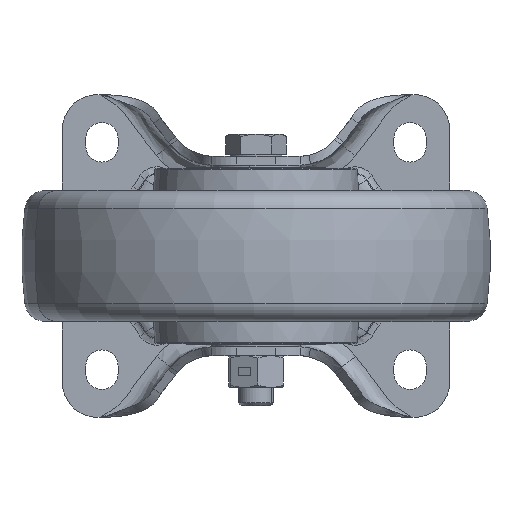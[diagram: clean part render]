
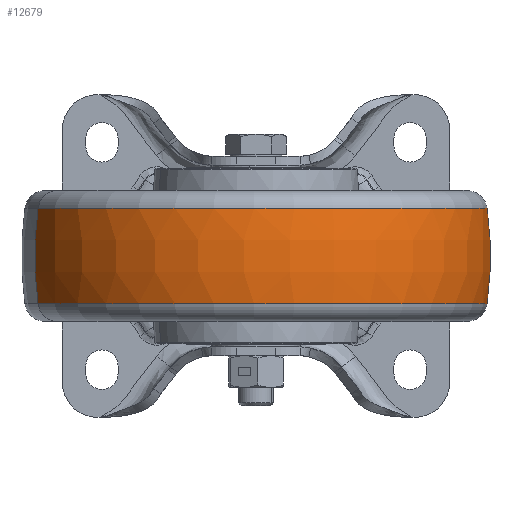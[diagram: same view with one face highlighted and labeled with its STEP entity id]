
A CAD part, front view. The second image highlights one B-rep face of the part: STEP entity #12679.
In plain terms, the highlighted toroidal (fillet/blend) face has major radius 30 mm and minor radius 110 mm.
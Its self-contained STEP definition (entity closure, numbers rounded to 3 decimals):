
#287 = CIRCLE ( 'NONE', #33671, 110. ) ;
#2129 = CARTESIAN_POINT ( 'NONE',  ( 28.281, -99.99, 0. ) ) ;
#4905 = ORIENTED_EDGE ( 'NONE', *, *, #8903, .T. ) ;
#6845 = CARTESIAN_POINT ( 'NONE',  ( -74.272, -136.29, -16.289 ) ) ;
#8214 = DIRECTION ( 'NONE',  ( -0.943, -0.334, 0. ) ) ;
#8258 = CARTESIAN_POINT ( 'NONE',  ( 74.272, -83.71, 16.289 ) ) ;
#8419 = CARTESIAN_POINT ( 'NONE',  ( 0., -110., 16.289 ) ) ;
#8903 = EDGE_CURVE ( 'NONE', #30188, #38301, #15794, .T. ) ;
#9898 = DIRECTION ( 'NONE',  ( 0.334, -0.943, 0. ) ) ;
#10440 = FACE_OUTER_BOUND ( 'NONE', #22854, .T. ) ;
#10522 = ORIENTED_EDGE ( 'NONE', *, *, #23224, .F. ) ;
#12679 = ADVANCED_FACE ( 'NONE', ( #10440 ), #18043, .T. ) ;
#12827 = CARTESIAN_POINT ( 'NONE',  ( 0., -110., 0. ) ) ;
#14014 = DIRECTION ( 'NONE',  ( -0.334, 0.943, 0. ) ) ;
#14160 = DIRECTION ( 'NONE',  ( 0., 0., 1. ) ) ;
#14597 = DIRECTION ( 'NONE',  ( 0.943, 0.334, 0. ) ) ;
#15794 = CIRCLE ( 'NONE', #37792, 110. ) ;
#16026 = EDGE_CURVE ( 'NONE', #34664, #29316, #287, .T. ) ;
#16840 = AXIS2_PLACEMENT_3D ( 'NONE', #12827, #25228, #25425 ) ;
#16880 = CARTESIAN_POINT ( 'NONE',  ( 0., -110., -16.289 ) ) ;
#18043 = TOROIDAL_SURFACE ( 'NONE', #16840, -30., 110. ) ;
#19250 = ORIENTED_EDGE ( 'NONE', *, *, #22383, .T. ) ;
#19879 = AXIS2_PLACEMENT_3D ( 'NONE', #8419, #14160, #8214 ) ;
#21140 = CIRCLE ( 'NONE', #28672, 78.787 ) ;
#21856 = CARTESIAN_POINT ( 'NONE',  ( -74.272, -136.29, 16.289 ) ) ;
#22379 = CIRCLE ( 'NONE', #19879, 78.787 ) ;
#22383 = EDGE_CURVE ( 'NONE', #34664, #30188, #21140, .T. ) ;
#22635 = ORIENTED_EDGE ( 'NONE', *, *, #16026, .F. ) ;
#22854 = EDGE_LOOP ( 'NONE', ( #19250, #4905, #10522, #22635 ) ) ;
#23224 = EDGE_CURVE ( 'NONE', #29316, #38301, #22379, .T. ) ;
#25228 = DIRECTION ( 'NONE',  ( 0., 0., 1. ) ) ;
#25425 = DIRECTION ( 'NONE',  ( -0.943, -0.334, 0. ) ) ;
#26312 = DIRECTION ( 'NONE',  ( -0.943, -0.334, 0. ) ) ;
#27618 = CARTESIAN_POINT ( 'NONE',  ( -28.281, -120.01, 0. ) ) ;
#28672 = AXIS2_PLACEMENT_3D ( 'NONE', #16880, #32215, #26312 ) ;
#29316 = VERTEX_POINT ( 'NONE', #21856 ) ;
#29340 = CARTESIAN_POINT ( 'NONE',  ( 74.272, -83.71, -16.289 ) ) ;
#30188 = VERTEX_POINT ( 'NONE', #29340 ) ;
#32215 = DIRECTION ( 'NONE',  ( 0., 0., 1. ) ) ;
#33671 = AXIS2_PLACEMENT_3D ( 'NONE', #2129, #14014, #14597 ) ;
#34664 = VERTEX_POINT ( 'NONE', #6845 ) ;
#36883 = DIRECTION ( 'NONE',  ( -0.943, -0.334, 0. ) ) ;
#37792 = AXIS2_PLACEMENT_3D ( 'NONE', #27618, #9898, #36883 ) ;
#38301 = VERTEX_POINT ( 'NONE', #8258 ) ;
